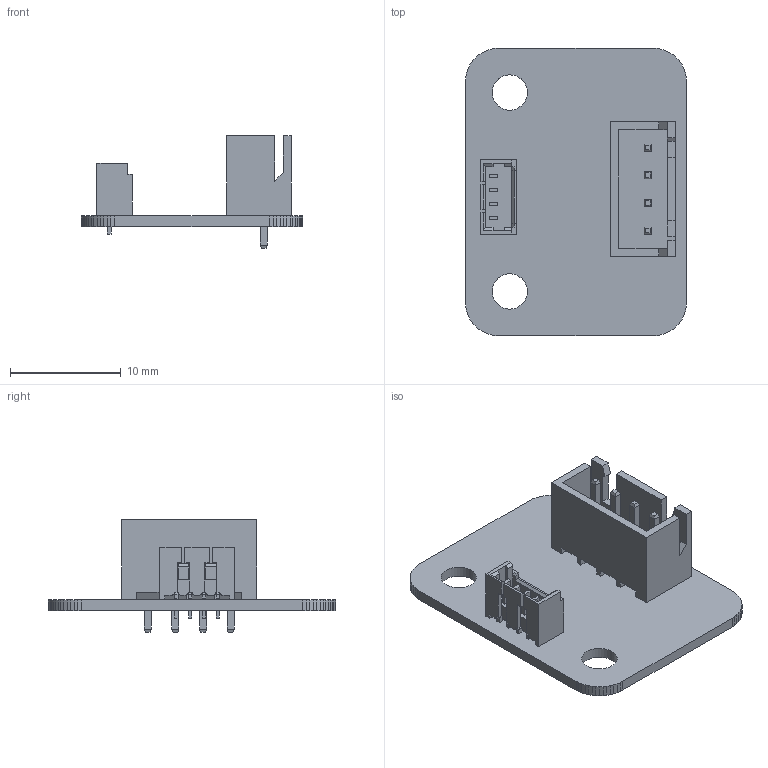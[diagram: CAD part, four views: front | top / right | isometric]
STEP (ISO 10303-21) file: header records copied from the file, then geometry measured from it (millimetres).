
FILE_DESCRIPTION(('KiCad electronic assembly'),'2;1');
FILE_NAME('loadcelladapter.step','2024-01-17T22:33:46',('Pcbnew'),( 'Kicad'),'Open CASCADE STEP processor 7.7','KiCad to STEP converter' ,'Unknown');
FILE_SCHEMA(('AUTOMOTIVE_DESIGN { 1 0 10303 214 1 1 1 1 }'));
Length unit declared in the file: millimetre
Products named in the file (6): loadcelladapter 1; JST - XH - Thru - 4Pin - 2.5mm (Genuine); SOLID; c-1734598-4-r-3d; loadcelladapter PCB
Assembly tree (5 placements, depth 3):
  loadcelladapter 1
    JST - XH - Thru - 4Pin - 2.5mm (Genuine)
      SOLID
    c-1734598-4-r-3d
      SOLID
    loadcelladapter PCB
Bounding box: 20 x 26 x 10.21 mm (x, y, z)
Volume: 723.6 mm3; surface area: 1997 mm2
Topology: 3 solids, 23 shells, 533 faces, 1371 edges, 892 vertices
Faces by surface type: plane 467, bspline 39, cylinder 27
Full cylindrical faces by diameter (mm): 0.61 x4, 0.95 x4, 1.2 x1, 3.2 x2
Entity records: 40265 total; most frequent: CARTESIAN_POINT 11865, DIRECTION 4271, LINE 3139, VECTOR 3139, ORIENTED_EDGE 2742, PCURVE 2742, DEFINITIONAL_REPRESENTATION 2742, EDGE_CURVE 1371
